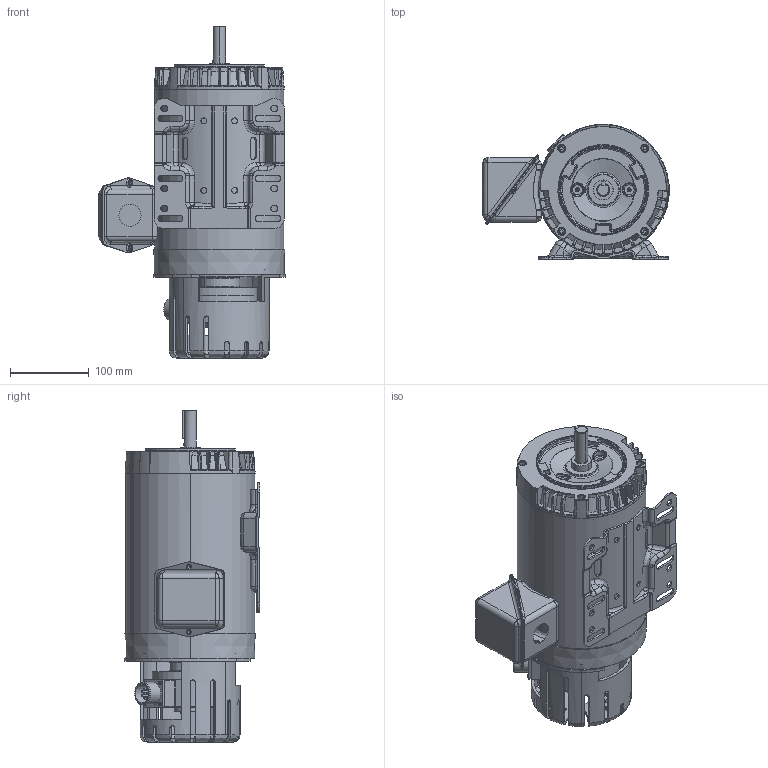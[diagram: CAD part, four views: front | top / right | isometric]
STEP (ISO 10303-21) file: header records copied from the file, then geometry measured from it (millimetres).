
FILE_DESCRIPTION (( 'STEP AP214' ), '1' );
FILE_NAME ('UN1T2BFC-HS35A.STEP', '2024-08-13T12:04:00', ( '' ), ( '' ), 'SwSTEP 2.0', 'SolidWorks 2021', '' );
FILE_SCHEMA (( 'AUTOMOTIVE_DESIGN' ));
Length unit declared in the file: inch
Products named in the file (1): UN1T2BFC-HS35A
Bounding box: 236.19 x 171.64 x 421.42 mm (x, y, z)
Volume: 1680460.6 mm3; surface area: 752294.2 mm2
Topology: 26 solids, 26 shells, 3051 faces, 7663 edges, 4688 vertices
Faces by surface type: bspline 814, plane 756, cylinder 717, torus 309, cone 284, sphere 171
Entity records: 144805 total; most frequent: CARTESIAN_POINT 81108, ORIENTED_EDGE 15292, DIRECTION 10461, EDGE_CURVE 7646, VERTEX_POINT 4688, AXIS2_PLACEMENT_3D 4178, EDGE_LOOP 3236, B_SPLINE_CURVE_WITH_KNOTS 3095
